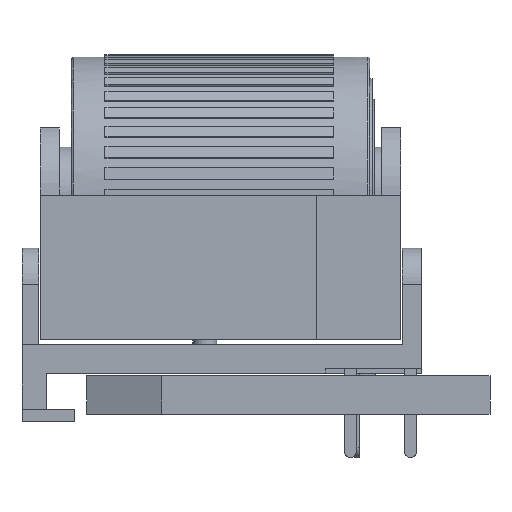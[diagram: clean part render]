
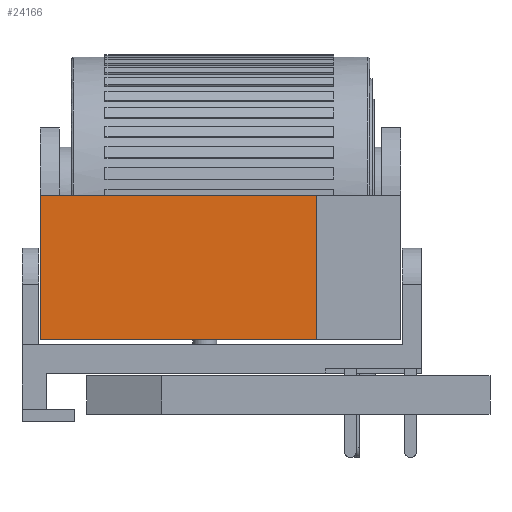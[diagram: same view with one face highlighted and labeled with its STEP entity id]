
A CAD part, left-side view. The second image highlights one B-rep face of the part: STEP entity #24166.
In plain terms, the highlighted free-form (B-spline) face has degree [1, 1] with [2, 2] control points.
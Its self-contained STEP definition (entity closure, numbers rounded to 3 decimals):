
#22669 = B_SPLINE_SURFACE_WITH_KNOTS('',1,1,(
    (#22670,#22671)
    ,(#22672,#22673
  )),.UNSPECIFIED.,.F.,.F.,.F.,(2,2),(2,2),(0.75,15.75),(8.8,13.8),
  .PIECEWISE_BEZIER_KNOTS.);
#22670 = CARTESIAN_POINT('',(8.8,0.75,10.95));
#22671 = CARTESIAN_POINT('',(13.8,0.75,10.95));
#22672 = CARTESIAN_POINT('',(8.8,15.75,10.95));
#22673 = CARTESIAN_POINT('',(13.8,15.75,10.95));
#22884 = B_SPLINE_SURFACE_WITH_KNOTS('',1,1,(
    (#22885,#22886)
    ,(#22887,#22888
  )),.UNSPECIFIED.,.F.,.F.,.F.,(2,2),(2,2),(0.75,15.75),(0.,13.8),
  .PIECEWISE_BEZIER_KNOTS.);
#22885 = CARTESIAN_POINT('',(0.,0.75,4.95));
#22886 = CARTESIAN_POINT('',(13.8,0.75,4.95));
#22887 = CARTESIAN_POINT('',(0.,15.75,4.95));
#22888 = CARTESIAN_POINT('',(13.8,15.75,4.95));
#22947 = VERTEX_POINT('',#22948);
#22948 = CARTESIAN_POINT('',(12.8,12.25,4.95));
#22960 = B_SPLINE_SURFACE_WITH_KNOTS('',1,1,(
    (#22961,#22962)
    ,(#22963,#22964
    )),.UNSPECIFIED.,.F.,.F.,.F.,(2,2),(2,2),(0.,1.),(-6.,0.),
  .PIECEWISE_BEZIER_KNOTS.);
#22961 = CARTESIAN_POINT('',(13.8,12.25,4.95));
#22962 = CARTESIAN_POINT('',(13.8,12.25,10.95));
#22963 = CARTESIAN_POINT('',(12.8,12.25,4.95));
#22964 = CARTESIAN_POINT('',(12.8,12.25,10.95));
#22971 = EDGE_CURVE('',#22972,#22947,#22974,.T.);
#22972 = VERTEX_POINT('',#22973);
#22973 = CARTESIAN_POINT('',(12.8,0.75,4.95));
#22974 = SURFACE_CURVE('',#22975,(#22978,#22984),.PCURVE_S1.);
#22975 = B_SPLINE_CURVE_WITH_KNOTS('',1,(#22976,#22977),.UNSPECIFIED.,
  .F.,.F.,(2,2),(0.,11.5),.PIECEWISE_BEZIER_KNOTS.);
#22976 = CARTESIAN_POINT('',(12.8,0.75,4.95));
#22977 = CARTESIAN_POINT('',(12.8,12.25,4.95));
#22978 = PCURVE('',#22884,#22979);
#22979 = DEFINITIONAL_REPRESENTATION('',(#22980),#22983);
#22980 = B_SPLINE_CURVE_WITH_KNOTS('',1,(#22981,#22982),.UNSPECIFIED.,
  .F.,.F.,(2,2),(0.,11.5),.PIECEWISE_BEZIER_KNOTS.);
#22981 = CARTESIAN_POINT('',(0.75,12.8));
#22982 = CARTESIAN_POINT('',(12.25,12.8));
#22983 = ( GEOMETRIC_REPRESENTATION_CONTEXT(2) 
PARAMETRIC_REPRESENTATION_CONTEXT() REPRESENTATION_CONTEXT('2D SPACE',''
  ) );
#22984 = PCURVE('',#22985,#22990);
#22985 = B_SPLINE_SURFACE_WITH_KNOTS('',1,1,(
    (#22986,#22987)
    ,(#22988,#22989
    )),.UNSPECIFIED.,.F.,.F.,.F.,(2,2),(2,2),(0.,11.5),(-6.,0.),
  .PIECEWISE_BEZIER_KNOTS.);
#22986 = CARTESIAN_POINT('',(12.8,12.25,4.95));
#22987 = CARTESIAN_POINT('',(12.8,12.25,10.95));
#22988 = CARTESIAN_POINT('',(12.8,0.75,4.95));
#22989 = CARTESIAN_POINT('',(12.8,0.75,10.95));
#22990 = DEFINITIONAL_REPRESENTATION('',(#22991),#22994);
#22991 = B_SPLINE_CURVE_WITH_KNOTS('',1,(#22992,#22993),.UNSPECIFIED.,
  .F.,.F.,(2,2),(0.,11.5),.PIECEWISE_BEZIER_KNOTS.);
#22992 = CARTESIAN_POINT('',(11.5,-6.));
#22993 = CARTESIAN_POINT('',(0.,-6.));
#22994 = ( GEOMETRIC_REPRESENTATION_CONTEXT(2) 
PARAMETRIC_REPRESENTATION_CONTEXT() REPRESENTATION_CONTEXT('2D SPACE',''
  ) );
#23008 = B_SPLINE_SURFACE_WITH_KNOTS('',1,1,(
    (#23009,#23010)
    ,(#23011,#23012
    )),.UNSPECIFIED.,.F.,.F.,.F.,(2,2),(2,2),(0.,12.8),(-6.,
    2.8),.PIECEWISE_BEZIER_KNOTS.);
#23009 = CARTESIAN_POINT('',(12.8,0.75,4.95));
#23010 = CARTESIAN_POINT('',(12.8,0.75,13.75));
#23011 = CARTESIAN_POINT('',(0.,0.75,4.95));
#23012 = CARTESIAN_POINT('',(0.,0.75,13.75));
#23268 = VERTEX_POINT('',#23269);
#23269 = CARTESIAN_POINT('',(12.8,12.25,10.95));
#23287 = EDGE_CURVE('',#23288,#23268,#23290,.T.);
#23288 = VERTEX_POINT('',#23289);
#23289 = CARTESIAN_POINT('',(12.8,0.75,10.95));
#23290 = SURFACE_CURVE('',#23291,(#23294,#23300),.PCURVE_S1.);
#23291 = B_SPLINE_CURVE_WITH_KNOTS('',1,(#23292,#23293),.UNSPECIFIED.,
  .F.,.F.,(2,2),(0.,11.5),.PIECEWISE_BEZIER_KNOTS.);
#23292 = CARTESIAN_POINT('',(12.8,0.75,10.95));
#23293 = CARTESIAN_POINT('',(12.8,12.25,10.95));
#23294 = PCURVE('',#22669,#23295);
#23295 = DEFINITIONAL_REPRESENTATION('',(#23296),#23299);
#23296 = B_SPLINE_CURVE_WITH_KNOTS('',1,(#23297,#23298),.UNSPECIFIED.,
  .F.,.F.,(2,2),(0.,11.5),.PIECEWISE_BEZIER_KNOTS.);
#23297 = CARTESIAN_POINT('',(0.75,12.8));
#23298 = CARTESIAN_POINT('',(12.25,12.8));
#23299 = ( GEOMETRIC_REPRESENTATION_CONTEXT(2) 
PARAMETRIC_REPRESENTATION_CONTEXT() REPRESENTATION_CONTEXT('2D SPACE',''
  ) );
#23300 = PCURVE('',#22985,#23301);
#23301 = DEFINITIONAL_REPRESENTATION('',(#23302),#23305);
#23302 = B_SPLINE_CURVE_WITH_KNOTS('',1,(#23303,#23304),.UNSPECIFIED.,
  .F.,.F.,(2,2),(0.,11.5),.PIECEWISE_BEZIER_KNOTS.);
#23303 = CARTESIAN_POINT('',(11.5,0.));
#23304 = CARTESIAN_POINT('',(0.,0.));
#23305 = ( GEOMETRIC_REPRESENTATION_CONTEXT(2) 
PARAMETRIC_REPRESENTATION_CONTEXT() REPRESENTATION_CONTEXT('2D SPACE',''
  ) );
#24071 = EDGE_CURVE('',#23288,#22972,#24072,.T.);
#24072 = SURFACE_CURVE('',#24073,(#24076,#24082),.PCURVE_S1.);
#24073 = B_SPLINE_CURVE_WITH_KNOTS('',1,(#24074,#24075),.UNSPECIFIED.,
  .F.,.F.,(2,2),(0.,6.),.PIECEWISE_BEZIER_KNOTS.);
#24074 = CARTESIAN_POINT('',(12.8,0.75,10.95));
#24075 = CARTESIAN_POINT('',(12.8,0.75,4.95));
#24076 = PCURVE('',#23008,#24077);
#24077 = DEFINITIONAL_REPRESENTATION('',(#24078),#24081);
#24078 = B_SPLINE_CURVE_WITH_KNOTS('',1,(#24079,#24080),.UNSPECIFIED.,
  .F.,.F.,(2,2),(0.,6.),.PIECEWISE_BEZIER_KNOTS.);
#24079 = CARTESIAN_POINT('',(0.,0.));
#24080 = CARTESIAN_POINT('',(0.,-6.));
#24081 = ( GEOMETRIC_REPRESENTATION_CONTEXT(2) 
PARAMETRIC_REPRESENTATION_CONTEXT() REPRESENTATION_CONTEXT('2D SPACE',''
  ) );
#24082 = PCURVE('',#22985,#24083);
#24083 = DEFINITIONAL_REPRESENTATION('',(#24084),#24087);
#24084 = B_SPLINE_CURVE_WITH_KNOTS('',1,(#24085,#24086),.UNSPECIFIED.,
  .F.,.F.,(2,2),(0.,6.),.PIECEWISE_BEZIER_KNOTS.);
#24085 = CARTESIAN_POINT('',(11.5,0.));
#24086 = CARTESIAN_POINT('',(11.5,-6.));
#24087 = ( GEOMETRIC_REPRESENTATION_CONTEXT(2) 
PARAMETRIC_REPRESENTATION_CONTEXT() REPRESENTATION_CONTEXT('2D SPACE',''
  ) );
#24146 = EDGE_CURVE('',#23268,#22947,#24147,.T.);
#24147 = SURFACE_CURVE('',#24148,(#24151,#24157),.PCURVE_S1.);
#24148 = B_SPLINE_CURVE_WITH_KNOTS('',1,(#24149,#24150),.UNSPECIFIED.,
  .F.,.F.,(2,2),(0.,6.),.PIECEWISE_BEZIER_KNOTS.);
#24149 = CARTESIAN_POINT('',(12.8,12.25,10.95));
#24150 = CARTESIAN_POINT('',(12.8,12.25,4.95));
#24151 = PCURVE('',#22960,#24152);
#24152 = DEFINITIONAL_REPRESENTATION('',(#24153),#24156);
#24153 = B_SPLINE_CURVE_WITH_KNOTS('',1,(#24154,#24155),.UNSPECIFIED.,
  .F.,.F.,(2,2),(0.,6.),.PIECEWISE_BEZIER_KNOTS.);
#24154 = CARTESIAN_POINT('',(1.,0.));
#24155 = CARTESIAN_POINT('',(1.,-6.));
#24156 = ( GEOMETRIC_REPRESENTATION_CONTEXT(2) 
PARAMETRIC_REPRESENTATION_CONTEXT() REPRESENTATION_CONTEXT('2D SPACE',''
  ) );
#24157 = PCURVE('',#22985,#24158);
#24158 = DEFINITIONAL_REPRESENTATION('',(#24159),#24162);
#24159 = B_SPLINE_CURVE_WITH_KNOTS('',1,(#24160,#24161),.UNSPECIFIED.,
  .F.,.F.,(2,2),(0.,6.),.PIECEWISE_BEZIER_KNOTS.);
#24160 = CARTESIAN_POINT('',(0.,0.));
#24161 = CARTESIAN_POINT('',(0.,-6.));
#24162 = ( GEOMETRIC_REPRESENTATION_CONTEXT(2) 
PARAMETRIC_REPRESENTATION_CONTEXT() REPRESENTATION_CONTEXT('2D SPACE',''
  ) );
#24166 = ADVANCED_FACE('',(#24167),#22985,.F.);
#24167 = FACE_BOUND('',#24168,.T.);
#24168 = EDGE_LOOP('',(#24169,#24170,#24171,#24172));
#24169 = ORIENTED_EDGE('',*,*,#24146,.F.);
#24170 = ORIENTED_EDGE('',*,*,#23287,.F.);
#24171 = ORIENTED_EDGE('',*,*,#24071,.T.);
#24172 = ORIENTED_EDGE('',*,*,#22971,.T.);
